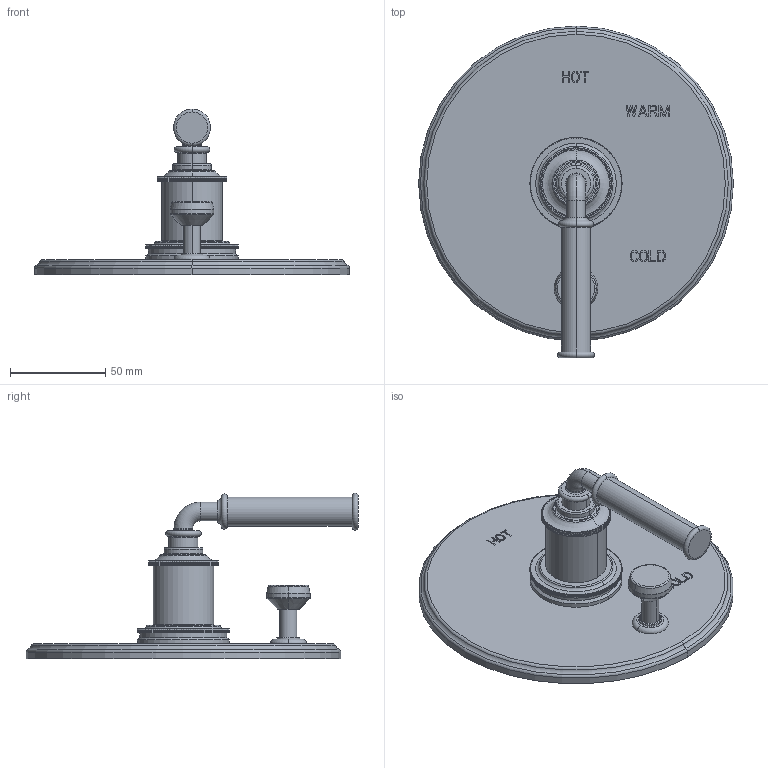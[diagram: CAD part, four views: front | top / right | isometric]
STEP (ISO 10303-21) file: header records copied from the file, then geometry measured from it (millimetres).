
FILE_DESCRIPTION((''),'2;1');
FILE_NAME('5-2942BP','2022-05-27T08:52:36',('rsmith'),(''),'CREO PARAMETRIC BY PTC INC, 2019352','CREO PARAMETRIC BY PTC INC, 2019352','');
FILE_SCHEMA(('CONFIG_CONTROL_DESIGN'));
Length unit declared in the file: inch
Products named in the file (1): 5-2942BP
Bounding box: 165.1 x 174.12 x 87.03 mm (x, y, z)
Volume: 101430.6 mm3; surface area: 63143.1 mm2
Topology: 2 solids, 2 shells, 1022 faces, 2884 edges, 1906 vertices
Faces by surface type: plane 711, cylinder 253, torus 50, cone 6, extrusion 2
Entity records: 33018 total; most frequent: CARTESIAN_POINT 5910, ORIENTED_EDGE 5768, DIRECTION 5540, EDGE_CURVE 2884, VECTOR 2264, LINE 2262, VERTEX_POINT 1906, AXIS2_PLACEMENT_3D 1638
